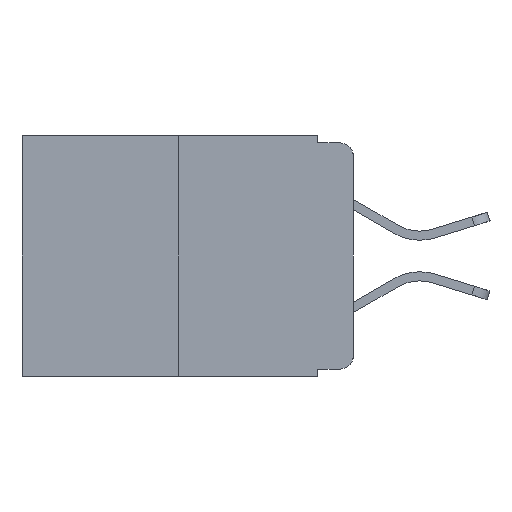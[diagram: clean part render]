
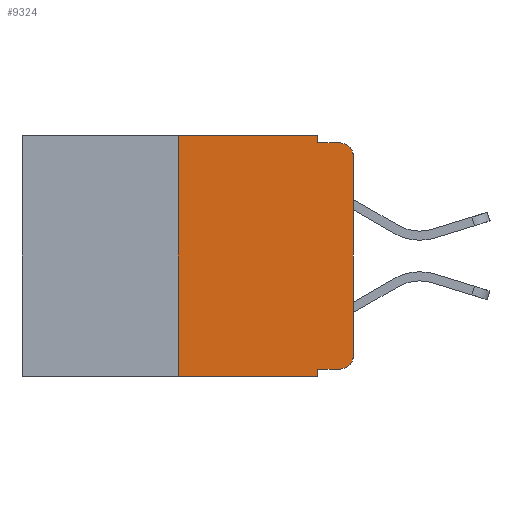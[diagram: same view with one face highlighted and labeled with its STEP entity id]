
A CAD part, left-side view. The second image highlights one B-rep face of the part: STEP entity #9324.
In plain terms, the highlighted planar face has unit normal (-1, 0, 0).
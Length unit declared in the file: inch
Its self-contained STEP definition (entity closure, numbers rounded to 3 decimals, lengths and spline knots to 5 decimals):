
#78 = AXIS2_PLACEMENT_3D ( 'NONE', #4699, #2625, #8706 ) ;
#182 = CARTESIAN_POINT ( 'NONE',  ( 0., 0.051, 0. ) ) ;
#296 = ORIENTED_EDGE ( 'NONE', *, *, #11114, .T. ) ;
#328 = DIRECTION ( 'NONE',  ( 0., -1., 0. ) ) ;
#351 = ORIENTED_EDGE ( 'NONE', *, *, #5972, .T. ) ;
#387 = VECTOR ( 'NONE', #2104, 39.37008 ) ;
#611 = VECTOR ( 'NONE', #2065, 39.37008 ) ;
#835 = AXIS2_PLACEMENT_3D ( 'NONE', #4480, #5401, #11023 ) ;
#838 = VERTEX_POINT ( 'NONE', #2058 ) ;
#842 = CARTESIAN_POINT ( 'NONE',  ( 0., 0.25, -0.343 ) ) ;
#1068 = CARTESIAN_POINT ( 'NONE',  ( 0., 0.051, -0.01 ) ) ;
#1135 = CARTESIAN_POINT ( 'NONE',  ( 0., 0.051, -0.333 ) ) ;
#1176 = CARTESIAN_POINT ( 'NONE',  ( 0., 0., 0. ) ) ;
#1230 = LINE ( 'NONE', #3212, #1806 ) ;
#1611 = VERTEX_POINT ( 'NONE', #6412 ) ;
#1631 = LINE ( 'NONE', #2872, #6522 ) ;
#1733 = VERTEX_POINT ( 'NONE', #4698 ) ;
#1806 = VECTOR ( 'NONE', #328, 39.37008 ) ;
#1911 = VERTEX_POINT ( 'NONE', #8333 ) ;
#2058 = CARTESIAN_POINT ( 'NONE',  ( 0., 0.051, -0.343 ) ) ;
#2065 = DIRECTION ( 'NONE',  ( 0., -1., 0. ) ) ;
#2104 = DIRECTION ( 'NONE',  ( 0., 0., -1. ) ) ;
#2625 = DIRECTION ( 'NONE',  ( -1., 0., 0. ) ) ;
#2725 = CARTESIAN_POINT ( 'NONE',  ( 0., 0.051, -0.01 ) ) ;
#2872 = CARTESIAN_POINT ( 'NONE',  ( 0., 0.051, 0. ) ) ;
#2961 = LINE ( 'NONE', #182, #387 ) ;
#3155 = EDGE_CURVE ( 'NONE', #10884, #1611, #4381, .T. ) ;
#3212 = CARTESIAN_POINT ( 'NONE',  ( 0., 0.473, 0. ) ) ;
#3437 = VERTEX_POINT ( 'NONE', #4088 ) ;
#3690 = ORIENTED_EDGE ( 'NONE', *, *, #3155, .F. ) ;
#3713 = VECTOR ( 'NONE', #7703, 39.37008 ) ;
#3800 = ORIENTED_EDGE ( 'NONE', *, *, #7255, .T. ) ;
#3917 = ORIENTED_EDGE ( 'NONE', *, *, #6913, .T. ) ;
#3994 = VECTOR ( 'NONE', #11028, 39.37008 ) ;
#4041 = AXIS2_PLACEMENT_3D ( 'NONE', #5526, #4864, #9323 ) ;
#4088 = CARTESIAN_POINT ( 'NONE',  ( 0., 0., -0.313 ) ) ;
#4275 = FACE_OUTER_BOUND ( 'NONE', #10662, .T. ) ;
#4297 = LINE ( 'NONE', #10257, #3994 ) ;
#4381 = LINE ( 'NONE', #1068, #6185 ) ;
#4480 = CARTESIAN_POINT ( 'NONE',  ( 0., 0.473, 0. ) ) ;
#4698 = CARTESIAN_POINT ( 'NONE',  ( 0., 0.051, 0. ) ) ;
#4699 = CARTESIAN_POINT ( 'NONE',  ( 0., 0.02, -0.03 ) ) ;
#4703 = CARTESIAN_POINT ( 'NONE',  ( 0., 0.473, -0.343 ) ) ;
#4799 = EDGE_CURVE ( 'NONE', #10012, #1733, #1230, .T. ) ;
#4864 = DIRECTION ( 'NONE',  ( -1., 0., 0. ) ) ;
#5401 = DIRECTION ( 'NONE',  ( 1., 0., 0. ) ) ;
#5526 = CARTESIAN_POINT ( 'NONE',  ( 0., 0.02, -0.313 ) ) ;
#5537 = VECTOR ( 'NONE', #9640, 39.37008 ) ;
#5750 = ORIENTED_EDGE ( 'NONE', *, *, #7117, .F. ) ;
#5786 = ORIENTED_EDGE ( 'NONE', *, *, #4799, .F. ) ;
#5847 = ORIENTED_EDGE ( 'NONE', *, *, #7678, .F. ) ;
#5933 = ORIENTED_EDGE ( 'NONE', *, *, #6538, .F. ) ;
#5972 = EDGE_CURVE ( 'NONE', #10009, #3437, #7334, .T. ) ;
#5990 = ORIENTED_EDGE ( 'NONE', *, *, #8700, .T. ) ;
#6114 = LINE ( 'NONE', #1176, #3713 ) ;
#6185 = VECTOR ( 'NONE', #6594, 39.37008 ) ;
#6412 = CARTESIAN_POINT ( 'NONE',  ( 0., 0.02, -0.01 ) ) ;
#6522 = VECTOR ( 'NONE', #10486, 39.37008 ) ;
#6538 = EDGE_CURVE ( 'NONE', #1733, #10884, #1631, .T. ) ;
#6594 = DIRECTION ( 'NONE',  ( 0., -1., 0. ) ) ;
#6913 = EDGE_CURVE ( 'NONE', #1911, #1611, #9883, .T. ) ;
#7117 = EDGE_CURVE ( 'NONE', #7557, #838, #2961, .T. ) ;
#7255 = EDGE_CURVE ( 'NONE', #3437, #1911, #6114, .T. ) ;
#7334 = CIRCLE ( 'NONE', #4041, 0.02 ) ;
#7557 = VERTEX_POINT ( 'NONE', #7605 ) ;
#7605 = CARTESIAN_POINT ( 'NONE',  ( 0., 0.051, -0.333 ) ) ;
#7678 = EDGE_CURVE ( 'NONE', #8044, #10012, #4297, .T. ) ;
#7703 = DIRECTION ( 'NONE',  ( 0., 0., 1. ) ) ;
#7792 = LINE ( 'NONE', #4703, #5537 ) ;
#8044 = VERTEX_POINT ( 'NONE', #842 ) ;
#8333 = CARTESIAN_POINT ( 'NONE',  ( 0., 0., -0.03 ) ) ;
#8700 = EDGE_CURVE ( 'NONE', #8044, #838, #7792, .T. ) ;
#8706 = DIRECTION ( 'NONE',  ( 0., 0., -1. ) ) ;
#9324 = ADVANCED_FACE ( 'NONE', ( #4275 ), #9453, .F. ) ;
#9323 = DIRECTION ( 'NONE',  ( 0., 0., -1. ) ) ;
#9384 = CARTESIAN_POINT ( 'NONE',  ( 0., 0.02, -0.333 ) ) ;
#9453 = PLANE ( 'NONE',  #835 ) ;
#9640 = DIRECTION ( 'NONE',  ( 0., -1., 0. ) ) ;
#9687 = LINE ( 'NONE', #1135, #611 ) ;
#9883 = CIRCLE ( 'NONE', #78, 0.02 ) ;
#10009 = VERTEX_POINT ( 'NONE', #9384 ) ;
#10012 = VERTEX_POINT ( 'NONE', #10171 ) ;
#10171 = CARTESIAN_POINT ( 'NONE',  ( 0., 0.25, 0. ) ) ;
#10257 = CARTESIAN_POINT ( 'NONE',  ( 0., 0.25, 0. ) ) ;
#10486 = DIRECTION ( 'NONE',  ( 0., 0., -1. ) ) ;
#10662 = EDGE_LOOP ( 'NONE', ( #3800, #3917, #3690, #5933, #5786, #5847, #5990, #5750, #296, #351 ) ) ;
#10884 = VERTEX_POINT ( 'NONE', #2725 ) ;
#11023 = DIRECTION ( 'NONE',  ( 0., 0., -1. ) ) ;
#11028 = DIRECTION ( 'NONE',  ( 0., 0., 1. ) ) ;
#11114 = EDGE_CURVE ( 'NONE', #7557, #10009, #9687, .T. ) ;
